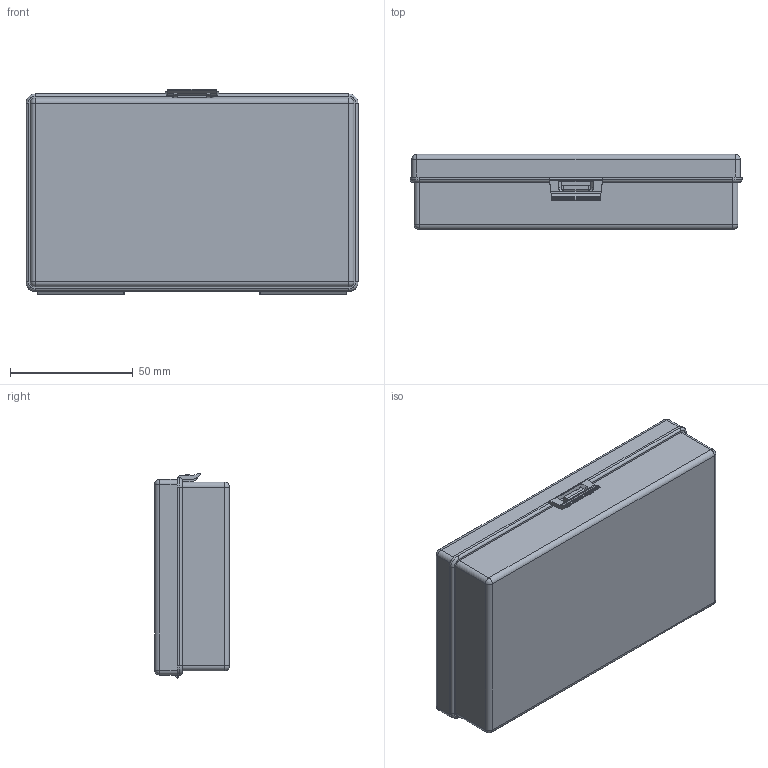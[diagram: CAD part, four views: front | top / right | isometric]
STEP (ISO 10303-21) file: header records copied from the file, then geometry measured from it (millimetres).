
FILE_DESCRIPTION (( 'STEP AP214' ), '1' );
FILE_NAME ('B132 Êîðîáêà ïëàñòèêîâàÿ, 135x80x30 ìì.STEP', '2020-04-03T13:21:57', ( '' ), ( '' ), 'SwSTEP 2.0', 'SolidWorks 2020', '' );
FILE_SCHEMA (( 'AUTOMOTIVE_DESIGN' ));
Length unit declared in the file: millimetre
Products named in the file (4): B132 Êðûøêà_12; B132 澎觐耱黖00; B132 Êîðîáêà ïëàñòèêîâàÿ, 135x80x30 ìì; B132 ч鸗鍆趌00
Assembly tree (3 placements, depth 2):
  B132 Êîðîáêà ïëàñòèêîâàÿ, 135x80x30 ìì
    B132 澎觐耱黖00
    B132 ч鸗鍆趌00
    B132 Êðûøêà_12
Bounding box: 135.4 x 30.55 x 83.81 mm (x, y, z)
Volume: 44668.1 mm3; surface area: 68673.1 mm2
Topology: 7 solids, 7 shells, 235 faces, 590 edges, 344 vertices
Faces by surface type: plane 107, cylinder 88, bspline 20, sphere 16, torus 4
Entity records: 7416 total; most frequent: CARTESIAN_POINT 1943, ORIENTED_EDGE 1128, DIRECTION 1082, EDGE_CURVE 564, AXIS2_PLACEMENT_3D 363, VECTOR 356, LINE 356, VERTEX_POINT 344
